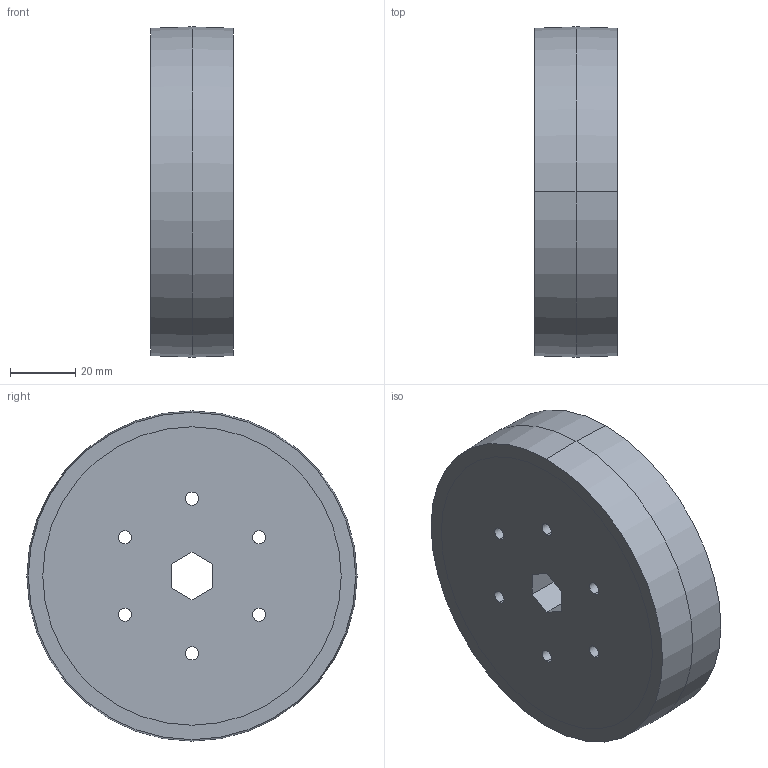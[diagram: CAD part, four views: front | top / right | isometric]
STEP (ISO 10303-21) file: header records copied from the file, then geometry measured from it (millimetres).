
FILE_DESCRIPTION (( 'STEP AP214' ), '1' );
FILE_NAME ('4in Wheel Intergreated Hub 500 HEX w- tread.STEP', '2013-11-26T21:55:29', ( '' ), ( '' ), 'SwSTEP 2.0', 'SolidWorks 2010', '' );
FILE_SCHEMA (( 'AUTOMOTIVE_DESIGN' ));
Length unit declared in the file: inch
Products named in the file (1): 4in Wheel Intergreated Hub 500 HEX w- tread
Bounding box: 25.4 x 101.6 x 101.6 mm (x, y, z)
Surface area: 50907.2 mm2 (no closed solid volume)
Topology: 0 solids, 2 shells, 535 faces, 1378 edges, 804 vertices
Faces by surface type: torus 190, cone 128, cylinder 80, bspline 72, plane 65
Entity records: 26463 total; most frequent: CARTESIAN_POINT 6742, DIRECTION 2908, ORIENTED_EDGE 2536, EDGE_CURVE 1374, AXIS2_PLACEMENT_3D 1288, CIRCLE 824, VERTEX_POINT 804, EDGE_LOOP 558
